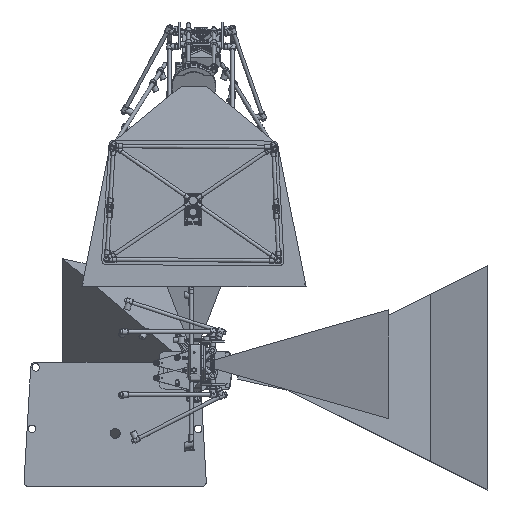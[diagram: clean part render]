
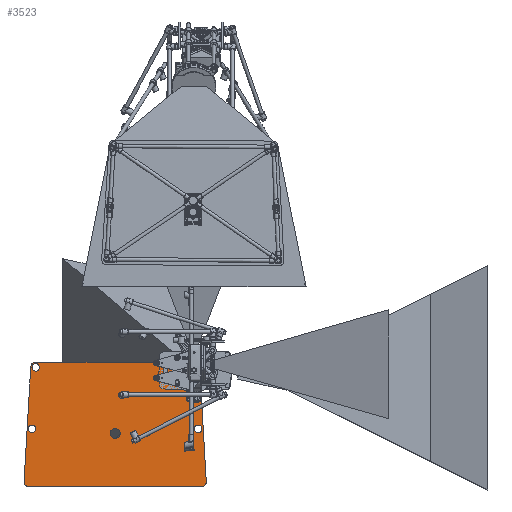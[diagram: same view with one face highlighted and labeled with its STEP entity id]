
A CAD part, top view. The second image highlights one B-rep face of the part: STEP entity #3523.
In plain terms, the highlighted planar face has unit normal (0, 0, 1).
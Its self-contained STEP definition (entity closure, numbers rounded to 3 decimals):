
#3523 = ADVANCED_FACE( '', ( #7451, #7452, #7453, #7454, #7455, #7456 ), #7457, .F. );
#7451 = FACE_BOUND( '', #13257, .T. );
#7452 = FACE_BOUND( '', #13258, .T. );
#7453 = FACE_BOUND( '', #13259, .T. );
#7454 = FACE_BOUND( '', #13260, .T. );
#7455 = FACE_BOUND( '', #13261, .T. );
#7456 = FACE_OUTER_BOUND( '', #13262, .T. );
#7457 = PLANE( '', #13263 );
#13257 = EDGE_LOOP( '', ( #22816 ) );
#13258 = EDGE_LOOP( '', ( #22817 ) );
#13259 = EDGE_LOOP( '', ( #22818 ) );
#13260 = EDGE_LOOP( '', ( #22819 ) );
#13261 = EDGE_LOOP( '', ( #22820 ) );
#13262 = EDGE_LOOP( '', ( #22821, #22822, #22823, #22824, #22825, #22826, #22827, #22828 ) );
#13263 = AXIS2_PLACEMENT_3D( '', #22829, #22830, #22831 );
#22816 = ORIENTED_EDGE( '', *, *, #26958, .T. );
#22817 = ORIENTED_EDGE( '', *, *, #26512, .T. );
#22818 = ORIENTED_EDGE( '', *, *, #25954, .T. );
#22819 = ORIENTED_EDGE( '', *, *, #26148, .T. );
#22820 = ORIENTED_EDGE( '', *, *, #23820, .T. );
#22821 = ORIENTED_EDGE( '', *, *, #26189, .F. );
#22822 = ORIENTED_EDGE( '', *, *, #23503, .F. );
#22823 = ORIENTED_EDGE( '', *, *, #26899, .F. );
#22824 = ORIENTED_EDGE( '', *, *, #26270, .F. );
#22825 = ORIENTED_EDGE( '', *, *, #24869, .F. );
#22826 = ORIENTED_EDGE( '', *, *, #26461, .F. );
#22827 = ORIENTED_EDGE( '', *, *, #26869, .F. );
#22828 = ORIENTED_EDGE( '', *, *, #23799, .F. );
#22829 = CARTESIAN_POINT( '', ( -253.643, 5.282, 0. ) );
#22830 = DIRECTION( '', ( 0., 0., -1. ) );
#22831 = DIRECTION( '', ( -1., 0., 0. ) );
#23503 = EDGE_CURVE( '', #27347, #27348, #27349, .T. );
#23799 = EDGE_CURVE( '', #27872, #27873, #27874, .T. );
#23820 = EDGE_CURVE( '', #27909, #27909, #27910, .T. );
#24869 = EDGE_CURVE( '', #29633, #29634, #29635, .T. );
#25954 = EDGE_CURVE( '', #31206, #31206, #31207, .T. );
#26148 = EDGE_CURVE( '', #31459, #31459, #31460, .T. );
#26189 = EDGE_CURVE( '', #27348, #27872, #31511, .T. );
#26270 = EDGE_CURVE( '', #29634, #31618, #31619, .T. );
#26461 = EDGE_CURVE( '', #31847, #29633, #31848, .T. );
#26512 = EDGE_CURVE( '', #31912, #31912, #31913, .T. );
#26869 = EDGE_CURVE( '', #27873, #31847, #32323, .T. );
#26899 = EDGE_CURVE( '', #31618, #27347, #32355, .T. );
#26958 = EDGE_CURVE( '', #32416, #32416, #32417, .T. );
#27347 = VERTEX_POINT( '', #33551 );
#27348 = VERTEX_POINT( '', #33552 );
#27349 = LINE( '', #33553, #33554 );
#27872 = VERTEX_POINT( '', #34620 );
#27873 = VERTEX_POINT( '', #34621 );
#27874 = LINE( '', #34622, #34623 );
#27909 = VERTEX_POINT( '', #34763 );
#27910 = CIRCLE( '', #34764, 6. );
#29633 = VERTEX_POINT( '', #39526 );
#29634 = VERTEX_POINT( '', #39527 );
#29635 = CIRCLE( '', #39528, 8. );
#31206 = VERTEX_POINT( '', #44153 );
#31207 = CIRCLE( '', #44154, 6. );
#31459 = VERTEX_POINT( '', #44672 );
#31460 = CIRCLE( '', #44673, 6. );
#31511 = CIRCLE( '', #44779, 8. );
#31618 = VERTEX_POINT( '', #45208 );
#31619 = LINE( '', #45209, #45210 );
#31847 = VERTEX_POINT( '', #45960 );
#31848 = LINE( '', #45961, #45962 );
#31912 = VERTEX_POINT( '', #46056 );
#31913 = CIRCLE( '', #46057, 6. );
#32323 = CIRCLE( '', #46809, 8. );
#32355 = CIRCLE( '', #46908, 8. );
#32416 = VERTEX_POINT( '', #46980 );
#32417 = CIRCLE( '', #46981, 8. );
#33551 = CARTESIAN_POINT( '', ( -272.3, -178.054, 0. ) );
#33552 = CARTESIAN_POINT( '', ( -261.63, 5.746, 0. ) );
#33553 = CARTESIAN_POINT( '', ( -272.792, -186.518, 0. ) );
#33554 = VECTOR( '', #47263, 1000. );
#34620 = CARTESIAN_POINT( '', ( -253.643, 13.282, 0. ) );
#34621 = CARTESIAN_POINT( '', ( 1.147, 13.282, 0. ) );
#34622 = CARTESIAN_POINT( '', ( -261.192, 13.282, 0. ) );
#34623 = VECTOR( '', #47615, 1000. );
#34763 = CARTESIAN_POINT( '', ( -247.58, 5.045, 0. ) );
#34764 = AXIS2_PLACEMENT_3D( '', #47643, #47644, #47645 );
#39526 = CARTESIAN_POINT( '', ( 19.805, -178.054, 0. ) );
#39527 = CARTESIAN_POINT( '', ( 11.818, -186.518, 0. ) );
#39528 = AXIS2_PLACEMENT_3D( '', #48870, #48871, #48872 );
#44153 = CARTESIAN_POINT( '', ( 12.887, -93.526, 0. ) );
#44154 = AXIS2_PLACEMENT_3D( '', #50161, #50162, #50163 );
#44672 = CARTESIAN_POINT( '', ( 7.084, 5.045, 0. ) );
#44673 = AXIS2_PLACEMENT_3D( '', #50353, #50354, #50355 );
#44779 = AXIS2_PLACEMENT_3D( '', #50398, #50399, #50400 );
#45208 = CARTESIAN_POINT( '', ( -264.314, -186.518, 0. ) );
#45209 = CARTESIAN_POINT( '', ( 20.296, -186.518, 0. ) );
#45210 = VECTOR( '', #50467, 1000. );
#45960 = CARTESIAN_POINT( '', ( 9.134, 5.746, 0. ) );
#45961 = CARTESIAN_POINT( '', ( 8.696, 13.282, 0. ) );
#45962 = VECTOR( '', #50630, 1000. );
#46056 = CARTESIAN_POINT( '', ( -253.383, -93.526, 0. ) );
#46057 = AXIS2_PLACEMENT_3D( '', #50674, #50675, #50676 );
#46809 = AXIS2_PLACEMENT_3D( '', #50961, #50962, #50963 );
#46908 = AXIS2_PLACEMENT_3D( '', #50991, #50992, #50993 );
#46980 = CARTESIAN_POINT( '', ( -118.157, -100.935, 0. ) );
#46981 = AXIS2_PLACEMENT_3D( '', #51011, #51012, #51013 );
#47263 = DIRECTION( '', ( 0.058, 0.998, 0. ) );
#47615 = DIRECTION( '', ( 1., 0., 0. ) );
#47643 = CARTESIAN_POINT( '', ( -253.58, 5.045, 0. ) );
#47644 = DIRECTION( '', ( 0., 0., -1. ) );
#47645 = DIRECTION( '', ( 1., 0., 0. ) );
#48870 = CARTESIAN_POINT( '', ( 11.818, -178.518, 0. ) );
#48871 = DIRECTION( '', ( 0., 0., -1. ) );
#48872 = DIRECTION( '', ( -1., 0., 0. ) );
#50161 = CARTESIAN_POINT( '', ( 6.887, -93.526, 0. ) );
#50162 = DIRECTION( '', ( 0., 0., -1. ) );
#50163 = DIRECTION( '', ( 1., 0., 0. ) );
#50353 = CARTESIAN_POINT( '', ( 1.084, 5.045, 0. ) );
#50354 = DIRECTION( '', ( 0., 0., -1. ) );
#50355 = DIRECTION( '', ( 1., 0., 0. ) );
#50398 = CARTESIAN_POINT( '', ( -253.643, 5.282, 0. ) );
#50399 = DIRECTION( '', ( 0., 0., -1. ) );
#50400 = DIRECTION( '', ( 1., 0., 0. ) );
#50467 = DIRECTION( '', ( -1., 0., 0. ) );
#50630 = DIRECTION( '', ( 0.058, -0.998, 0. ) );
#50674 = CARTESIAN_POINT( '', ( -259.383, -93.526, 0. ) );
#50675 = DIRECTION( '', ( 0., 0., -1. ) );
#50676 = DIRECTION( '', ( 1., 0., 0. ) );
#50961 = CARTESIAN_POINT( '', ( 1.147, 5.282, 0. ) );
#50962 = DIRECTION( '', ( 0., 0., -1. ) );
#50963 = DIRECTION( '', ( 1., 0., 0. ) );
#50991 = CARTESIAN_POINT( '', ( -264.314, -178.518, 0. ) );
#50992 = DIRECTION( '', ( 0., 0., -1. ) );
#50993 = DIRECTION( '', ( 1., 0., 0. ) );
#51011 = CARTESIAN_POINT( '', ( -126.157, -100.935, 0. ) );
#51012 = DIRECTION( '', ( 0., 0., -1. ) );
#51013 = DIRECTION( '', ( 1., 0., 0. ) );
